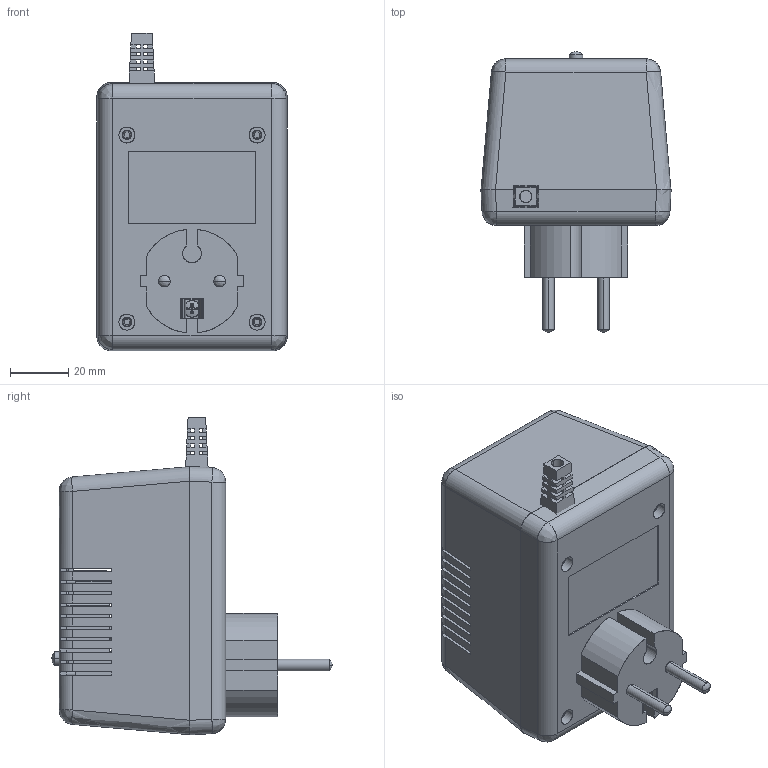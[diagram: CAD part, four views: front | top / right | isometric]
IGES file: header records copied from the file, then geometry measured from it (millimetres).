
Start section: SolidWorks IGES file using analytic representation for surfaces
Global section: file name: Z³o¿enie6.IGS; native system: SolidWorks 2012; preprocessor: SolidWorks 2012; author: Peter; date: 160314.132251; units: millimetre
Bounding box: 65.5 x 96.57 x 109.38 mm (x, y, z)
Surface area: 90061.8 mm2 (no closed solid volume)
Topology: 0 solids, 0 shells, 1063 faces, 11907 edges, 11896 vertices
Faces by surface type: bspline 813, revolution 250
